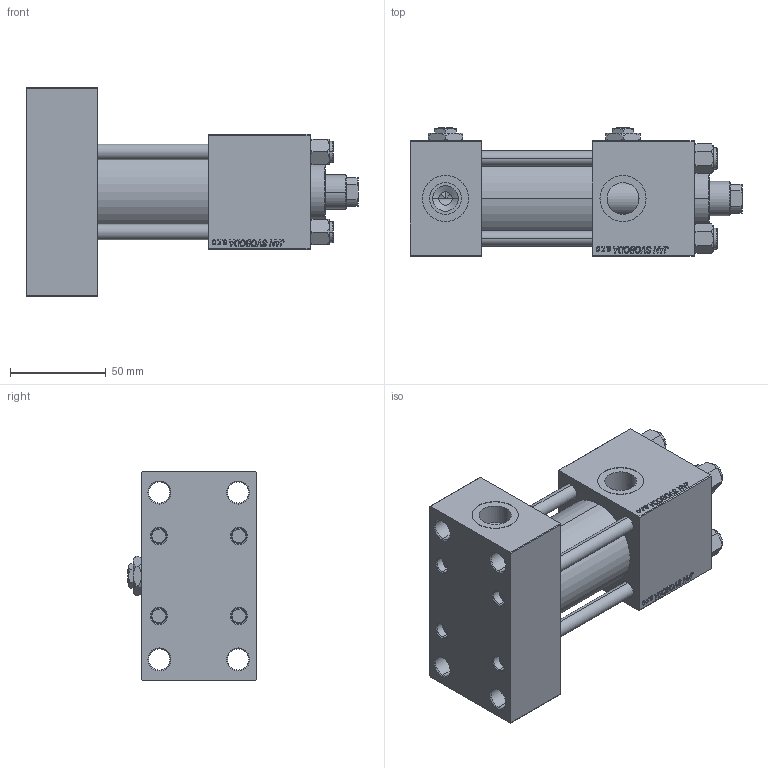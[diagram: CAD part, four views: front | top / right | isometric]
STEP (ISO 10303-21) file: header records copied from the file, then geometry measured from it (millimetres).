
FILE_DESCRIPTION (( 'STEP AP203' ), '1' );
FILE_NAME ('9cb8.STEP', '2023-08-23T07:51:44', ( '' ), ( '' ), 'SwSTEP 2.0', 'SolidWorks 2019', '' );
FILE_SCHEMA (( 'CONFIG_CONTROL_DESIGN' ));
Length unit declared in the file: millimetre
Products named in the file (7): Zatka_pro_OIL_PORT d9f2e8a6613c75d450ff314cc7ca825b; NUT_M5_E d9f2e8a6613c75d450ff314cc7ca825b; V215CR_E_Body d9f2e8a6613c75d450ff314cc7ca825b; V215CR_VCP_E d9f2e8a6613c75d450ff314cc7ca825b; V215_VC_A d9f2e8a6613c75d450ff314cc7ca825b; 9cb8; V215CR_TYCINKA_E d9f2e8a6613c75d450ff314cc7ca825b
Assembly tree (13 placements, depth 2):
  9cb8
    V215CR_E_Body d9f2e8a6613c75d450ff314cc7ca825b
    V215CR_VCP_E d9f2e8a6613c75d450ff314cc7ca825b
    V215CR_TYCINKA_E d9f2e8a6613c75d450ff314cc7ca825b  x4
    NUT_M5_E d9f2e8a6613c75d450ff314cc7ca825b  x4
    V215_VC_A d9f2e8a6613c75d450ff314cc7ca825b
    Zatka_pro_OIL_PORT d9f2e8a6613c75d450ff314cc7ca825b  x2
Bounding box: 173 x 67 x 109 mm (x, y, z)
Volume: 495881.9 mm3; surface area: 127461.9 mm2
Topology: 13 solids, 13 shells, 1237 faces, 3096 edges, 1994 vertices
Faces by surface type: plane 546, bspline 392, cone 194, cylinder 97, torus 8
Entity records: 52081 total; most frequent: CARTESIAN_POINT 27710, ORIENTED_EDGE 5492, DIRECTION 3532, EDGE_CURVE 2746, VERTEX_POINT 1792, LINE 1608, VECTOR 1608, EDGE_LOOP 1214
